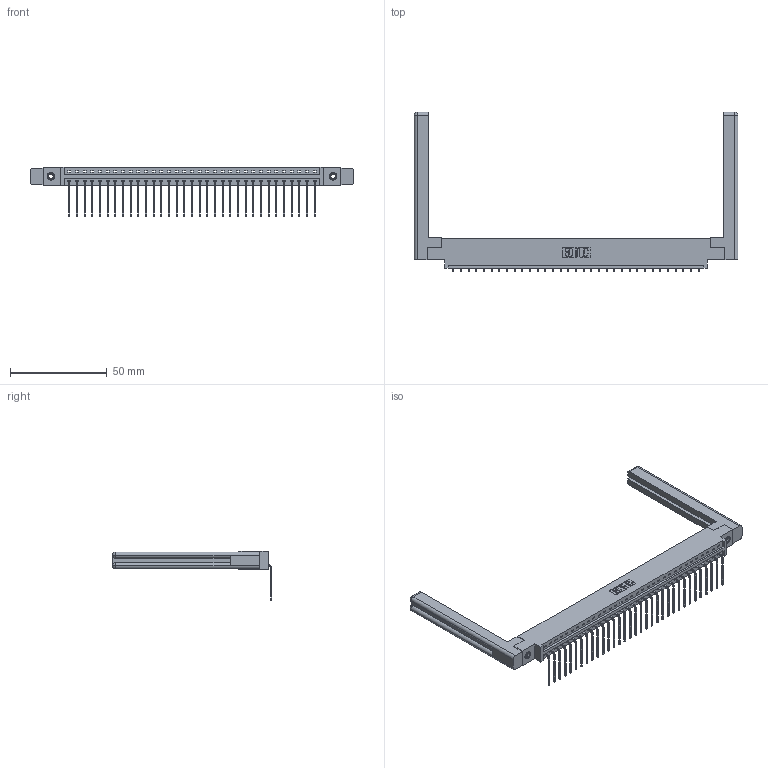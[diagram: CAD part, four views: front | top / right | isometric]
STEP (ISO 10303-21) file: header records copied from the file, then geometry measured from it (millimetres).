
FILE_DESCRIPTION (( 'STEP AP203' ), '1' );
FILE_NAME ('387-033-559-658.STEP', '2019-10-03T22:47:52', ( '' ), ( '' ), 'SwSTEP 2.0', 'SolidWorks 2016', '' );
FILE_SCHEMA (( 'CONFIG_CONTROL_DESIGN' ));
Length unit declared in the file: inch
Products named in the file (5): 345-250-001_345-250-001-102; 337 Part_0.170 Offset - 0.156 Dia-TI; 307-220-058; 345-292-001_558 559 Tail - 1; 387-033-559-658
Assembly tree (38 placements, depth 2):
  387-033-559-658
    337 Part_0.170 Offset - 0.156 Dia-TI
    345-292-001_558 559 Tail - 1  x33
    345-250-001_345-250-001-102  x2
    307-220-058  x2
Bounding box: 167.39 x 82.49 x 25.53 mm (x, y, z)
Volume: 24438.9 mm3; surface area: 23788 mm2
Topology: 38 solids, 38 shells, 2372 faces, 7079 edges, 4662 vertices
Faces by surface type: plane 1742, cylinder 606, cone 12, torus 12
Entity records: 28544 total; most frequent: CARTESIAN_POINT 4972, ORIENTED_EDGE 4880, DIRECTION 4222, EDGE_CURVE 2440, LINE 2264, VECTOR 2264, VERTEX_POINT 1618, AXIS2_PLACEMENT_3D 979
